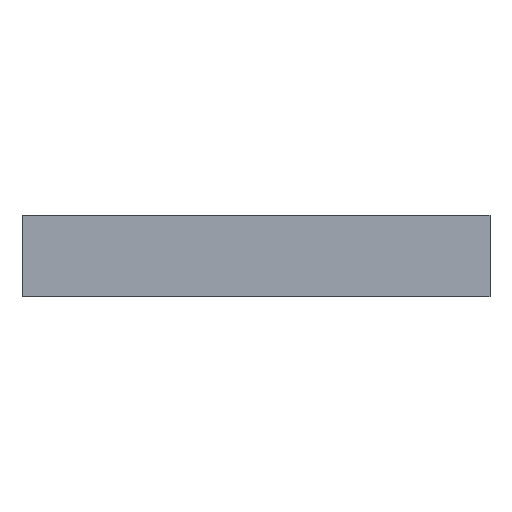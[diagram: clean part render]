
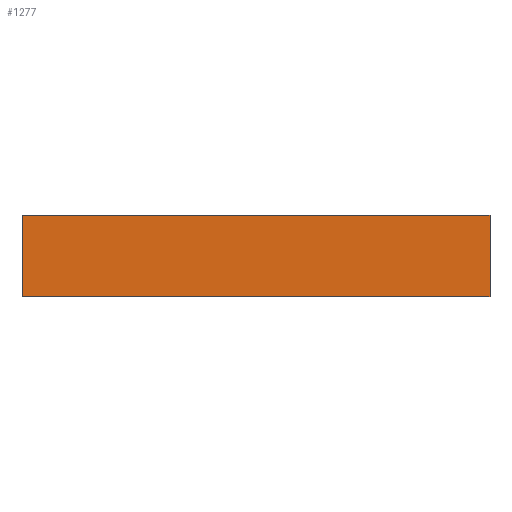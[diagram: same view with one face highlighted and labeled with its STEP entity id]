
A CAD part, left-side view. The second image highlights one B-rep face of the part: STEP entity #1277.
In plain terms, the highlighted planar face has unit normal (-1, 0, 0).
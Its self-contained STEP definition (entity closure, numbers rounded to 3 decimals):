
#3 = FACE_OUTER_BOUND ( 'NONE', #1604, .T. ) ;
#5 = PLANE ( 'NONE',  #1966 ) ;
#90 = CARTESIAN_POINT ( 'NONE',  ( -900., -417.5, 145. ) ) ;
#157 = ORIENTED_EDGE ( 'NONE', *, *, #642, .F. ) ;
#192 = DIRECTION ( 'NONE',  ( 1., 0., 0. ) ) ;
#432 = VECTOR ( 'NONE', #1449, 1000. ) ;
#449 = VERTEX_POINT ( 'NONE', #90 ) ;
#456 = ORIENTED_EDGE ( 'NONE', *, *, #2258, .T. ) ;
#458 = ORIENTED_EDGE ( 'NONE', *, *, #1265, .T. ) ;
#549 = CARTESIAN_POINT ( 'NONE',  ( -900., -417.5, 145. ) ) ;
#601 = ORIENTED_EDGE ( 'NONE', *, *, #1615, .F. ) ;
#642 = EDGE_CURVE ( 'NONE', #1107, #449, #1766, .T. ) ;
#670 = VECTOR ( 'NONE', #832, 1000. ) ;
#832 = DIRECTION ( 'NONE',  ( 0., 0., -1. ) ) ;
#898 = LINE ( 'NONE', #1269, #432 ) ;
#1107 = VERTEX_POINT ( 'NONE', #2201 ) ;
#1206 = CARTESIAN_POINT ( 'NONE',  ( -900., 417.5, 0. ) ) ;
#1265 = EDGE_CURVE ( 'NONE', #2019, #1725, #898, .T. ) ;
#1269 = CARTESIAN_POINT ( 'NONE',  ( -900., -417.5, 0. ) ) ;
#1277 = ADVANCED_FACE ( 'NONE', ( #3 ), #5, .F. ) ;
#1449 = DIRECTION ( 'NONE',  ( 0., -1., 0. ) ) ;
#1522 = DIRECTION ( 'NONE',  ( 0., 0., -1. ) ) ;
#1562 = VECTOR ( 'NONE', #1522, 1000. ) ;
#1592 = LINE ( 'NONE', #2044, #1562 ) ;
#1604 = EDGE_LOOP ( 'NONE', ( #458, #601, #157, #456 ) ) ;
#1615 = EDGE_CURVE ( 'NONE', #449, #1725, #1901, .T. ) ;
#1725 = VERTEX_POINT ( 'NONE', #1810 ) ;
#1766 = LINE ( 'NONE', #2144, #1817 ) ;
#1797 = DIRECTION ( 'NONE',  ( 0., 0., -1. ) ) ;
#1810 = CARTESIAN_POINT ( 'NONE',  ( -900., -417.5, 0. ) ) ;
#1817 = VECTOR ( 'NONE', #2152, 1000. ) ;
#1901 = LINE ( 'NONE', #2056, #670 ) ;
#1966 = AXIS2_PLACEMENT_3D ( 'NONE', #549, #192, #1797 ) ;
#2019 = VERTEX_POINT ( 'NONE', #1206 ) ;
#2044 = CARTESIAN_POINT ( 'NONE',  ( -900., 417.5, 145. ) ) ;
#2056 = CARTESIAN_POINT ( 'NONE',  ( -900., -417.5, 145. ) ) ;
#2144 = CARTESIAN_POINT ( 'NONE',  ( -900., -417.5, 145. ) ) ;
#2152 = DIRECTION ( 'NONE',  ( 0., -1., 0. ) ) ;
#2201 = CARTESIAN_POINT ( 'NONE',  ( -900., 417.5, 145. ) ) ;
#2258 = EDGE_CURVE ( 'NONE', #1107, #2019, #1592, .T. ) ;
